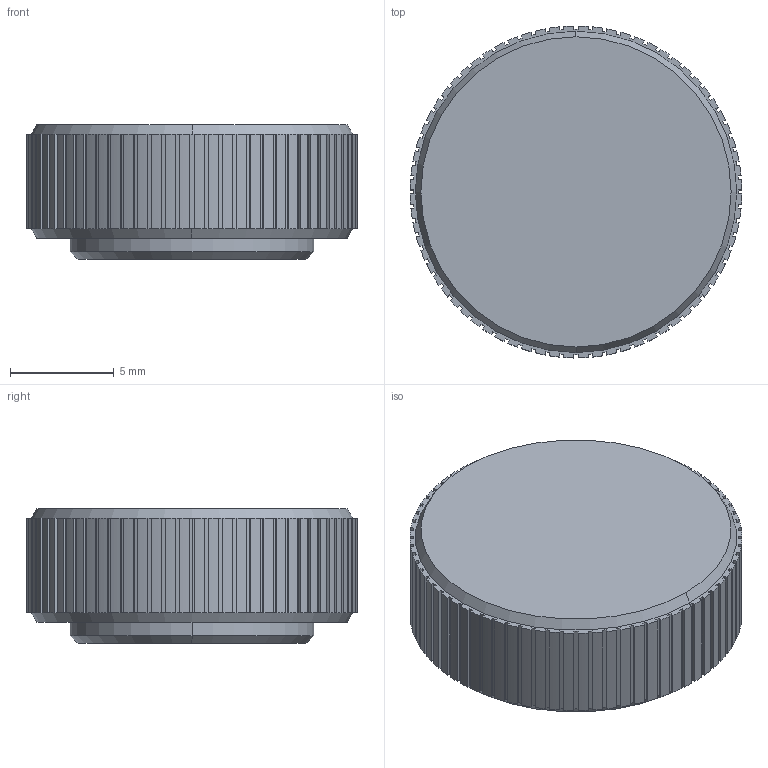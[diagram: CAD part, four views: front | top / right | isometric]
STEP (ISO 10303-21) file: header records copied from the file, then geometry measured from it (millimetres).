
FILE_DESCRIPTION (( 'STEP AP203' ), '1' );
FILE_NAME ('91175A630.step', '2013-10-01T20:47:24', ( '' ), ( '' ), 'SwSTEP 2.0', 'SolidWorks 2010', '' );
FILE_SCHEMA (( 'CONFIG_CONTROL_DESIGN' ));
Length unit declared in the file: millimetre
Products named in the file (1): 91175A630
Bounding box: 16 x 16 x 6.5 mm (x, y, z)
Volume: 1003.2 mm3; surface area: 892.5 mm2
Topology: 1 solids, 1 shells, 308 faces, 901 edges, 600 vertices
Faces by surface type: cylinder 151, plane 151, cone 6
Entity records: 10378 total; most frequent: DIRECTION 1831, CARTESIAN_POINT 1810, ORIENTED_EDGE 1802, EDGE_CURVE 901, AXIS2_PLACEMENT_3D 621, VERTEX_POINT 600, LINE 589, VECTOR 589
